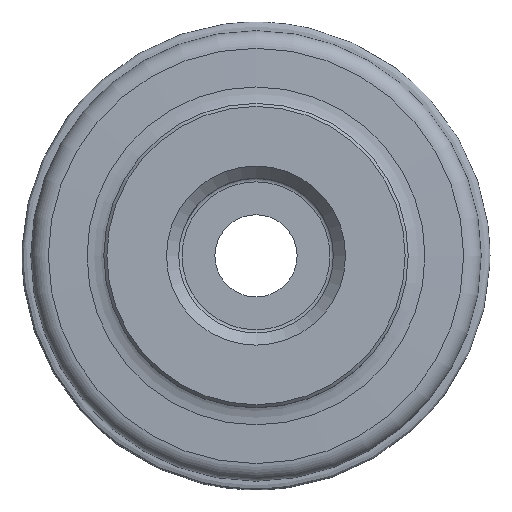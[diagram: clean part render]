
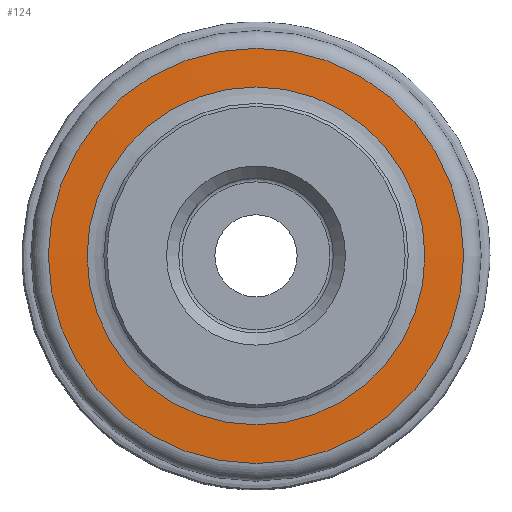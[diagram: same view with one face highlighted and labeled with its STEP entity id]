
A CAD part, top view. The second image highlights one B-rep face of the part: STEP entity #124.
In plain terms, the highlighted conical face has half-angle 88 degrees and reference radius 21 mm.
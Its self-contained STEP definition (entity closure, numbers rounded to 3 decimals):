
#111=CONICAL_SURFACE('',#508,21.,88.);
#124=ADVANCED_FACE('',(#162,#163),#111,.T.);
#162=FACE_BOUND('',#213,.T.);
#163=FACE_BOUND('',#214,.T.);
#213=EDGE_LOOP('',(#263));
#214=EDGE_LOOP('',(#264));
#263=ORIENTED_EDGE('',*,*,#337,.T.);
#264=ORIENTED_EDGE('',*,*,#338,.T.);
#311=VERTEX_POINT('',#718);
#312=VERTEX_POINT('',#720);
#337=EDGE_CURVE('',#311,#311,#362,.T.);
#338=EDGE_CURVE('',#312,#312,#363,.T.);
#362=CIRCLE('',#506,34.105);
#363=CIRCLE('',#507,27.756);
#506=AXIS2_PLACEMENT_3D('',#717,#593,#594);
#507=AXIS2_PLACEMENT_3D('',#719,#595,#596);
#508=AXIS2_PLACEMENT_3D('',#721,#597,#598);
#593=DIRECTION('',(0.,0.,1.));
#594=DIRECTION('',(1.,0.,0.));
#595=DIRECTION('',(0.,0.,-1.));
#596=DIRECTION('',(-1.,0.,0.));
#597=DIRECTION('',(0.,0.,-1.));
#598=DIRECTION('',(-1.,0.,0.));
#717=CARTESIAN_POINT('',(0.,0.,-30.199));
#718=CARTESIAN_POINT('',(34.105,0.,-30.199));
#719=CARTESIAN_POINT('',(0.,0.,-29.977));
#720=CARTESIAN_POINT('',(-27.756,0.,-29.977));
#721=CARTESIAN_POINT('',(0.,0.,-29.741));
